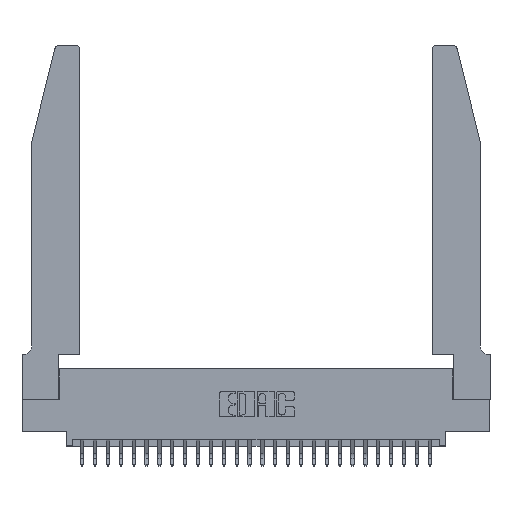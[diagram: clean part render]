
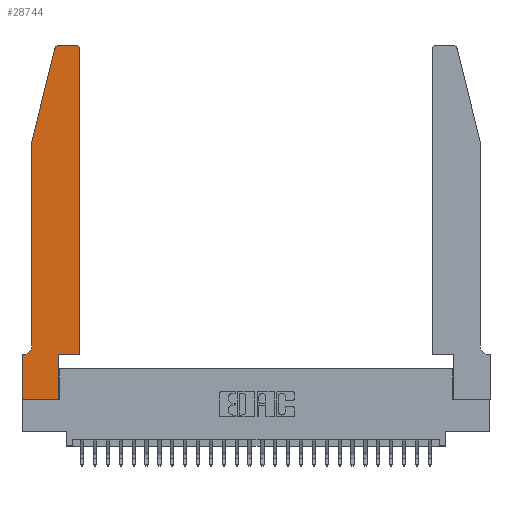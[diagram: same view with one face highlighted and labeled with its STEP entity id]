
A CAD part, top view. The second image highlights one B-rep face of the part: STEP entity #28744.
In plain terms, the highlighted planar face has unit normal (0, 0, 1).
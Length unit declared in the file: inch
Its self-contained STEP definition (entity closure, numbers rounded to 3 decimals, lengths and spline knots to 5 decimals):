
#27 = CARTESIAN_POINT ( 'NONE',  ( 0.0755, 0.42, 0.37 ) ) ;
#567 = DIRECTION ( 'NONE',  ( -0.239, -0.971, 0. ) ) ;
#1391 = CARTESIAN_POINT ( 'NONE',  ( 0., 0., 0.37 ) ) ;
#1930 = EDGE_CURVE ( 'NONE', #6549, #5305, #19760, .T. ) ;
#1943 = VERTEX_POINT ( 'NONE', #24951 ) ;
#2416 = DIRECTION ( 'NONE',  ( 1., 0., 0. ) ) ;
#4918 = ORIENTED_EDGE ( 'NONE', *, *, #26800, .T. ) ;
#4997 = VERTEX_POINT ( 'NONE', #20624 ) ;
#5305 = VERTEX_POINT ( 'NONE', #17471 ) ;
#5801 = ORIENTED_EDGE ( 'NONE', *, *, #7570, .T. ) ;
#5814 = CARTESIAN_POINT ( 'NONE',  ( 0.4205, 2.75, 0.37 ) ) ;
#6549 = VERTEX_POINT ( 'NONE', #23470 ) ;
#6636 = CARTESIAN_POINT ( 'NONE',  ( 0.0755, 2., 0.37 ) ) ;
#6890 = LINE ( 'NONE', #17699, #7963 ) ;
#6975 = CARTESIAN_POINT ( 'NONE',  ( 0.284, 2.72, 0.37 ) ) ;
#7040 = EDGE_CURVE ( 'NONE', #18575, #24487, #6890, .T. ) ;
#7411 = ORIENTED_EDGE ( 'NONE', *, *, #24737, .T. ) ;
#7532 = VERTEX_POINT ( 'NONE', #27 ) ;
#7570 = EDGE_CURVE ( 'NONE', #24487, #23578, #28572, .T. ) ;
#7963 = VECTOR ( 'NONE', #24235, 39.37008 ) ;
#8214 = DIRECTION ( 'NONE',  ( -1., 0., 0. ) ) ;
#8452 = VECTOR ( 'NONE', #23767, 39.37008 ) ;
#9141 = CARTESIAN_POINT ( 'NONE',  ( 0.4505, 0.35, 0.37 ) ) ;
#9847 = EDGE_LOOP ( 'NONE', ( #11562, #21580, #7411, #26075, #4918, #13808, #27917, #16267, #5801, #27309, #10633, #23958 ) ) ;
#10633 = ORIENTED_EDGE ( 'NONE', *, *, #25271, .T. ) ;
#10707 = VECTOR ( 'NONE', #8214, 39.37008 ) ;
#11193 = CIRCLE ( 'NONE', #12543, 0.03 ) ;
#11483 = DIRECTION ( 'NONE',  ( 0., 0., 1. ) ) ;
#11562 = ORIENTED_EDGE ( 'NONE', *, *, #26247, .T. ) ;
#11895 = CARTESIAN_POINT ( 'NONE',  ( 0.4205, 2.72, 0.37 ) ) ;
#12179 = DIRECTION ( 'NONE',  ( 0., 1., 0. ) ) ;
#12286 = DIRECTION ( 'NONE',  ( 1., 0., 0. ) ) ;
#12543 = AXIS2_PLACEMENT_3D ( 'NONE', #11895, #18533, #12286 ) ;
#12663 = DIRECTION ( 'NONE',  ( -1., 0., 0. ) ) ;
#13808 = ORIENTED_EDGE ( 'NONE', *, *, #23247, .T. ) ;
#14625 = DIRECTION ( 'NONE',  ( 0., -1., 0. ) ) ;
#14848 = CARTESIAN_POINT ( 'NONE',  ( 0.2605, 2.75, 0.37 ) ) ;
#14883 = CARTESIAN_POINT ( 'NONE',  ( 0.0055, 0.35, 0.37 ) ) ;
#15014 = CARTESIAN_POINT ( 'NONE',  ( 0., 0., 0.37 ) ) ;
#15049 = VERTEX_POINT ( 'NONE', #16113 ) ;
#15390 = VECTOR ( 'NONE', #2416, 39.37008 ) ;
#16047 = VECTOR ( 'NONE', #567, 39.37008 ) ;
#16113 = CARTESIAN_POINT ( 'NONE',  ( 0., 0.35, 0.37 ) ) ;
#16267 = ORIENTED_EDGE ( 'NONE', *, *, #7040, .T. ) ;
#16329 = CARTESIAN_POINT ( 'NONE',  ( 0., 0.35, 0.37 ) ) ;
#16632 = CARTESIAN_POINT ( 'NONE',  ( 0.2865, 0., 0.37 ) ) ;
#16848 = VERTEX_POINT ( 'NONE', #5814 ) ;
#16992 = VECTOR ( 'NONE', #22683, 39.37008 ) ;
#17105 = EDGE_CURVE ( 'NONE', #4997, #7532, #28250, .T. ) ;
#17168 = CARTESIAN_POINT ( 'NONE',  ( 0.0055, 0.42, 0.37 ) ) ;
#17189 = CIRCLE ( 'NONE', #27026, 0.07 ) ;
#17471 = CARTESIAN_POINT ( 'NONE',  ( 0.25487, 2.72718, 0.37 ) ) ;
#17672 = VERTEX_POINT ( 'NONE', #14883 ) ;
#17699 = CARTESIAN_POINT ( 'NONE',  ( 0., 0., 0.37 ) ) ;
#18533 = DIRECTION ( 'NONE',  ( 0., 0., 1. ) ) ;
#18575 = VERTEX_POINT ( 'NONE', #1391 ) ;
#18772 = EDGE_CURVE ( 'NONE', #15049, #18575, #19039, .T. ) ;
#19039 = LINE ( 'NONE', #15014, #19410 ) ;
#19222 = DIRECTION ( 'NONE',  ( 0., 0., -1. ) ) ;
#19317 = AXIS2_PLACEMENT_3D ( 'NONE', #6975, #11483, #27114 ) ;
#19410 = VECTOR ( 'NONE', #14625, 39.37008 ) ;
#19630 = CARTESIAN_POINT ( 'NONE',  ( 0.4505, 0.35, 0.37 ) ) ;
#19760 = CIRCLE ( 'NONE', #19317, 0.03 ) ;
#20624 = CARTESIAN_POINT ( 'NONE',  ( 0.0755, 2., 0.37 ) ) ;
#21265 = LINE ( 'NONE', #27445, #23717 ) ;
#21341 = LINE ( 'NONE', #9141, #15390 ) ;
#21580 = ORIENTED_EDGE ( 'NONE', *, *, #1930, .T. ) ;
#22483 = CARTESIAN_POINT ( 'NONE',  ( 0.2865, 0.35, 0.37 ) ) ;
#22590 = VECTOR ( 'NONE', #24516, 39.37008 ) ;
#22683 = DIRECTION ( 'NONE',  ( 0., 1., 0. ) ) ;
#22899 = AXIS2_PLACEMENT_3D ( 'NONE', #16329, #22971, #25037 ) ;
#22971 = DIRECTION ( 'NONE',  ( 0., 0., 1. ) ) ;
#23247 = EDGE_CURVE ( 'NONE', #17672, #15049, #27004, .T. ) ;
#23424 = FACE_OUTER_BOUND ( 'NONE', #9847, .T. ) ;
#23470 = CARTESIAN_POINT ( 'NONE',  ( 0.284, 2.75, 0.37 ) ) ;
#23578 = VERTEX_POINT ( 'NONE', #25315 ) ;
#23717 = VECTOR ( 'NONE', #12179, 39.37008 ) ;
#23767 = DIRECTION ( 'NONE',  ( -1., 0., 0. ) ) ;
#23938 = VERTEX_POINT ( 'NONE', #19630 ) ;
#23958 = ORIENTED_EDGE ( 'NONE', *, *, #24248, .T. ) ;
#24162 = EDGE_CURVE ( 'NONE', #23578, #23938, #21341, .T. ) ;
#24235 = DIRECTION ( 'NONE',  ( 1., 0., 0. ) ) ;
#24248 = EDGE_CURVE ( 'NONE', #1943, #16848, #11193, .T. ) ;
#24487 = VERTEX_POINT ( 'NONE', #16632 ) ;
#24516 = DIRECTION ( 'NONE',  ( 0., -1., 0. ) ) ;
#24737 = EDGE_CURVE ( 'NONE', #5305, #4997, #27633, .T. ) ;
#24951 = CARTESIAN_POINT ( 'NONE',  ( 0.4505, 2.72, 0.37 ) ) ;
#25037 = DIRECTION ( 'NONE',  ( 1., 0., 0. ) ) ;
#25225 = PLANE ( 'NONE',  #22899 ) ;
#25271 = EDGE_CURVE ( 'NONE', #23938, #1943, #21265, .T. ) ;
#25315 = CARTESIAN_POINT ( 'NONE',  ( 0.2865, 0.35, 0.37 ) ) ;
#25573 = CARTESIAN_POINT ( 'NONE',  ( 0.0755, 2., 0.37 ) ) ;
#26075 = ORIENTED_EDGE ( 'NONE', *, *, #17105, .T. ) ;
#26247 = EDGE_CURVE ( 'NONE', #16848, #6549, #28555, .T. ) ;
#26800 = EDGE_CURVE ( 'NONE', #7532, #17672, #17189, .T. ) ;
#27004 = LINE ( 'NONE', #28582, #8452 ) ;
#27026 = AXIS2_PLACEMENT_3D ( 'NONE', #17168, #19222, #12663 ) ;
#27114 = DIRECTION ( 'NONE',  ( 1., 0., 0. ) ) ;
#27309 = ORIENTED_EDGE ( 'NONE', *, *, #24162, .T. ) ;
#27445 = CARTESIAN_POINT ( 'NONE',  ( 0.4505, 0.35, 0.37 ) ) ;
#27633 = LINE ( 'NONE', #25573, #16047 ) ;
#27917 = ORIENTED_EDGE ( 'NONE', *, *, #18772, .T. ) ;
#28250 = LINE ( 'NONE', #6636, #22590 ) ;
#28555 = LINE ( 'NONE', #14848, #10707 ) ;
#28572 = LINE ( 'NONE', #22483, #16992 ) ;
#28582 = CARTESIAN_POINT ( 'NONE',  ( 0.0755, 0.35, 0.37 ) ) ;
#28744 = ADVANCED_FACE ( 'NONE', ( #23424 ), #25225, .T. ) ;
